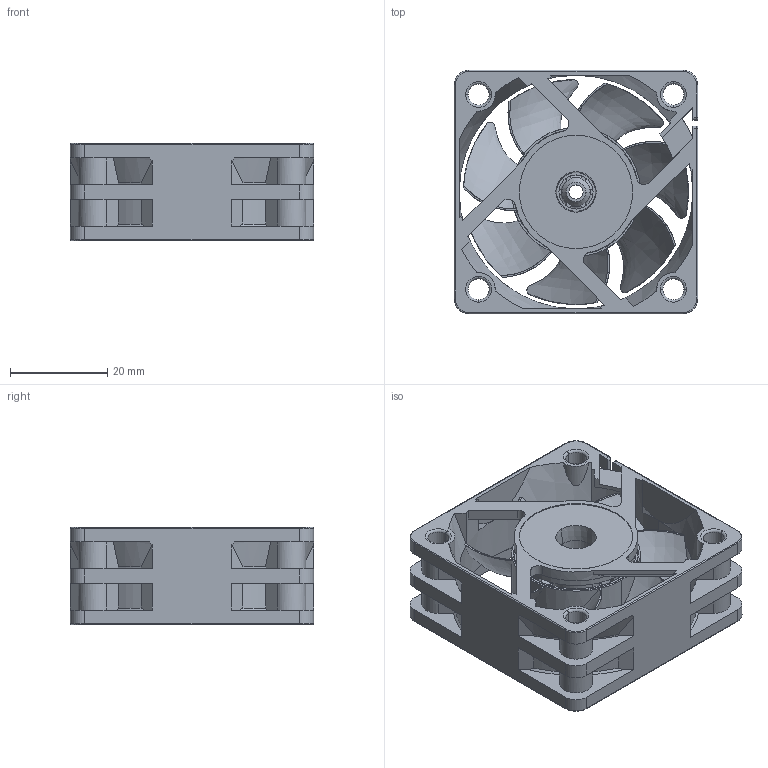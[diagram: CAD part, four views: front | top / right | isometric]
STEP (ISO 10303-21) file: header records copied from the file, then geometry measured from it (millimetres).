
FILE_DESCRIPTION((''),'2;1');
FILE_NAME('5020FAN_7B_ASM','2019-08-08T',('Administrator'),(''),'PRO/ENGINEER BY PARAMETRIC TECHNOLOGY CORPORATION, 2010280','PRO/ENGINEER BY PARAMETRIC TECHNOLOGY CORPORATION, 2010280','');
FILE_SCHEMA(('CONFIG_CONTROL_DESIGN','SHAPE_APPEARANCE_LAYERS_GROUPS'));
Length unit declared in the file: millimetre
Products named in the file (4): 5020_FRAME_830BALL; D_5020IM_7B_ID23_5; D_5020IM_7B_ID24_5; 5020FAN_7B_ASM
Assembly tree (3 placements, depth 2):
  5020FAN_7B_ASM
    5020_FRAME_830BALL
    D_5020IM_7B_ID23_5
    D_5020IM_7B_ID24_5
Bounding box: 50 x 50 x 20 mm (x, y, z)
Volume: 14805.6 mm3; surface area: 25162.5 mm2
Topology: 3 solids, 3 shells, 559 faces, 1619 edges, 1072 vertices
Faces by surface type: plane 255, cylinder 172, cone 58, bspline 42, torus 32
Entity records: 36777 total; most frequent: CARTESIAN_POINT 17347, ORIENTED_EDGE 3238, DIRECTION 2841, PRESENTATION_STYLE_ASSIGNMENT 1622, STYLED_ITEM 1622, CURVE_STYLE 1619, EDGE_CURVE 1619, AXIS2_PLACEMENT_3D 1084
